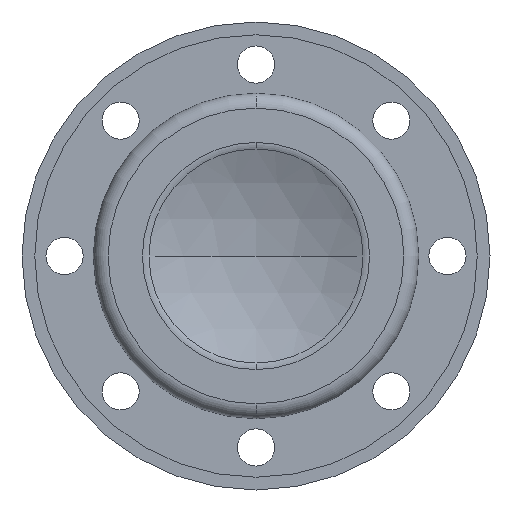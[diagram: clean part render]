
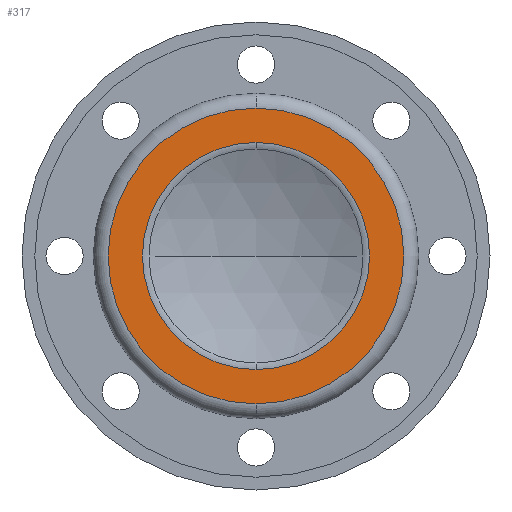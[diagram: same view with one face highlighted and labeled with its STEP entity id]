
A CAD part, front view. The second image highlights one B-rep face of the part: STEP entity #317.
In plain terms, the highlighted planar face has unit normal (0, -1, 0).
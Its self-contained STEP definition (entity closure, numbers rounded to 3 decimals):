
#10 = ORIENTED_EDGE ( 'NONE', *, *, #19, .F. ) ;
#14 = CARTESIAN_POINT ( 'NONE',  ( 0., 0., -69.5 ) ) ;
#19 = EDGE_CURVE ( 'NONE', #793, #936, #708, .T. ) ;
#43 = AXIS2_PLACEMENT_3D ( 'NONE', #647, #1163, #1132 ) ;
#102 = DIRECTION ( 'NONE',  ( 0., 1., 0. ) ) ;
#109 = FACE_OUTER_BOUND ( 'NONE', #801, .T. ) ;
#113 = CARTESIAN_POINT ( 'NONE',  ( 0., 0., 0. ) ) ;
#118 = AXIS2_PLACEMENT_3D ( 'NONE', #846, #1019, #493 ) ;
#153 = EDGE_CURVE ( 'NONE', #936, #793, #988, .T. ) ;
#162 = DIRECTION ( 'NONE',  ( 0., 0., 1. ) ) ;
#186 = AXIS2_PLACEMENT_3D ( 'NONE', #720, #102, #1045 ) ;
#204 = EDGE_CURVE ( 'NONE', #736, #842, #968, .T. ) ;
#205 = ORIENTED_EDGE ( 'NONE', *, *, #153, .F. ) ;
#244 = EDGE_LOOP ( 'NONE', ( #320, #848 ) ) ;
#263 = CARTESIAN_POINT ( 'NONE',  ( 0., 0., -53.385 ) ) ;
#317 = ADVANCED_FACE ( 'NONE', ( #1260, #109 ), #758, .T. ) ;
#320 = ORIENTED_EDGE ( 'NONE', *, *, #204, .T. ) ;
#471 = EDGE_CURVE ( 'NONE', #842, #736, #1026, .T. ) ;
#475 = DIRECTION ( 'NONE',  ( 0., 1., 0. ) ) ;
#493 = DIRECTION ( 'NONE',  ( 0., 0., 1. ) ) ;
#647 = CARTESIAN_POINT ( 'NONE',  ( -53.385, 0., 0. ) ) ;
#708 = CIRCLE ( 'NONE', #1302, 69.5 ) ;
#720 = CARTESIAN_POINT ( 'NONE',  ( 0., 0., 0. ) ) ;
#736 = VERTEX_POINT ( 'NONE', #1025 ) ;
#758 = PLANE ( 'NONE',  #43 ) ;
#785 = DIRECTION ( 'NONE',  ( 0., 1., 0. ) ) ;
#793 = VERTEX_POINT ( 'NONE', #14 ) ;
#801 = EDGE_LOOP ( 'NONE', ( #205, #10 ) ) ;
#842 = VERTEX_POINT ( 'NONE', #263 ) ;
#846 = CARTESIAN_POINT ( 'NONE',  ( 0., 0., 0. ) ) ;
#848 = ORIENTED_EDGE ( 'NONE', *, *, #471, .T. ) ;
#903 = AXIS2_PLACEMENT_3D ( 'NONE', #113, #785, #1278 ) ;
#936 = VERTEX_POINT ( 'NONE', #1038 ) ;
#968 = CIRCLE ( 'NONE', #118, 53.385 ) ;
#988 = CIRCLE ( 'NONE', #186, 69.5 ) ;
#1019 = DIRECTION ( 'NONE',  ( 0., 1., 0. ) ) ;
#1025 = CARTESIAN_POINT ( 'NONE',  ( 0., 0., 53.385 ) ) ;
#1026 = CIRCLE ( 'NONE', #903, 53.385 ) ;
#1038 = CARTESIAN_POINT ( 'NONE',  ( 0., 0., 69.5 ) ) ;
#1045 = DIRECTION ( 'NONE',  ( 0., 0., 1. ) ) ;
#1107 = CARTESIAN_POINT ( 'NONE',  ( 0., 0., 0. ) ) ;
#1132 = DIRECTION ( 'NONE',  ( 0., 0., -1. ) ) ;
#1163 = DIRECTION ( 'NONE',  ( 0., -1., 0. ) ) ;
#1260 = FACE_BOUND ( 'NONE', #244, .T. ) ;
#1278 = DIRECTION ( 'NONE',  ( 0., 0., 1. ) ) ;
#1302 = AXIS2_PLACEMENT_3D ( 'NONE', #1107, #475, #162 ) ;
